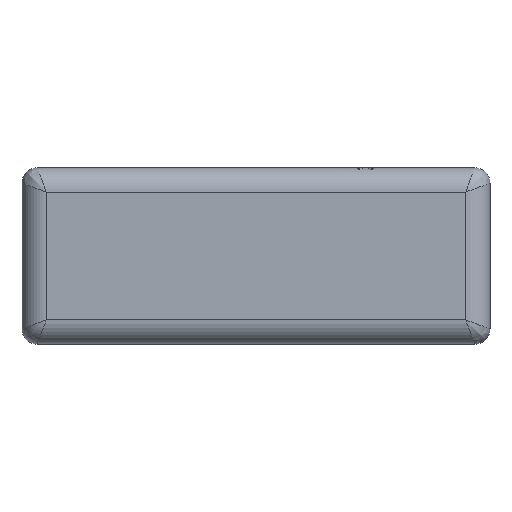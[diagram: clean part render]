
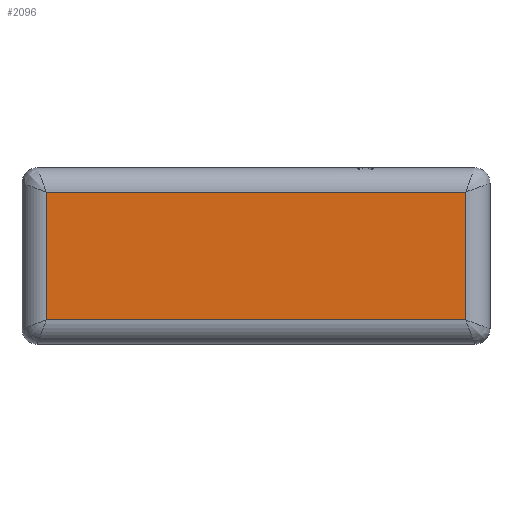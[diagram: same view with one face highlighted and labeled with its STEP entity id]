
A CAD part, front view. The second image highlights one B-rep face of the part: STEP entity #2096.
In plain terms, the highlighted planar face has unit normal (0, -1, 0).
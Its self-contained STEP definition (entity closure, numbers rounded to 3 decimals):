
#59 = EDGE_CURVE ( 'NONE', #1638, #1661, #2135, .T. ) ;
#91 = FACE_OUTER_BOUND ( 'NONE', #1747, .T. ) ;
#110 = ORIENTED_EDGE ( 'NONE', *, *, #689, .T. ) ;
#337 = VECTOR ( 'NONE', #573, 1000. ) ;
#341 = ORIENTED_EDGE ( 'NONE', *, *, #955, .T. ) ;
#412 = VECTOR ( 'NONE', #749, 1000. ) ;
#465 = AXIS2_PLACEMENT_3D ( 'NONE', #1891, #1718, #707 ) ;
#518 = DIRECTION ( 'NONE',  ( 0., 0., -1. ) ) ;
#532 = PLANE ( 'NONE',  #465 ) ;
#569 = ORIENTED_EDGE ( 'NONE', *, *, #59, .T. ) ;
#573 = DIRECTION ( 'NONE',  ( 1., 0., 0. ) ) ;
#574 = VERTEX_POINT ( 'NONE', #579 ) ;
#579 = CARTESIAN_POINT ( 'NONE',  ( -34.5, 0., 10.5 ) ) ;
#689 = EDGE_CURVE ( 'NONE', #574, #1638, #1300, .T. ) ;
#707 = DIRECTION ( 'NONE',  ( 0., 0., -1. ) ) ;
#749 = DIRECTION ( 'NONE',  ( 0., 0., 1. ) ) ;
#861 = VECTOR ( 'NONE', #518, 1000. ) ;
#882 = CARTESIAN_POINT ( 'NONE',  ( -36., 0., 10.5 ) ) ;
#955 = EDGE_CURVE ( 'NONE', #1661, #2089, #1228, .T. ) ;
#1228 = LINE ( 'NONE', #1445, #412 ) ;
#1299 = CARTESIAN_POINT ( 'NONE',  ( 34.5, 0., -10.5 ) ) ;
#1300 = LINE ( 'NONE', #1865, #861 ) ;
#1435 = LINE ( 'NONE', #882, #1840 ) ;
#1445 = CARTESIAN_POINT ( 'NONE',  ( 34.5, 0., 12. ) ) ;
#1552 = CARTESIAN_POINT ( 'NONE',  ( 34.5, 0., 10.5 ) ) ;
#1638 = VERTEX_POINT ( 'NONE', #1990 ) ;
#1661 = VERTEX_POINT ( 'NONE', #1299 ) ;
#1709 = ORIENTED_EDGE ( 'NONE', *, *, #2101, .T. ) ;
#1718 = DIRECTION ( 'NONE',  ( 0., -1., 0. ) ) ;
#1747 = EDGE_LOOP ( 'NONE', ( #569, #341, #1709, #110 ) ) ;
#1760 = CARTESIAN_POINT ( 'NONE',  ( 36., 0., -10.5 ) ) ;
#1840 = VECTOR ( 'NONE', #1899, 1000. ) ;
#1865 = CARTESIAN_POINT ( 'NONE',  ( -34.5, 0., 12. ) ) ;
#1891 = CARTESIAN_POINT ( 'NONE',  ( -36., 0., 12. ) ) ;
#1899 = DIRECTION ( 'NONE',  ( -1., 0., 0. ) ) ;
#1990 = CARTESIAN_POINT ( 'NONE',  ( -34.5, 0., -10.5 ) ) ;
#2089 = VERTEX_POINT ( 'NONE', #1552 ) ;
#2096 = ADVANCED_FACE ( 'NONE', ( #91 ), #532, .T. ) ;
#2101 = EDGE_CURVE ( 'NONE', #2089, #574, #1435, .T. ) ;
#2135 = LINE ( 'NONE', #1760, #337 ) ;
